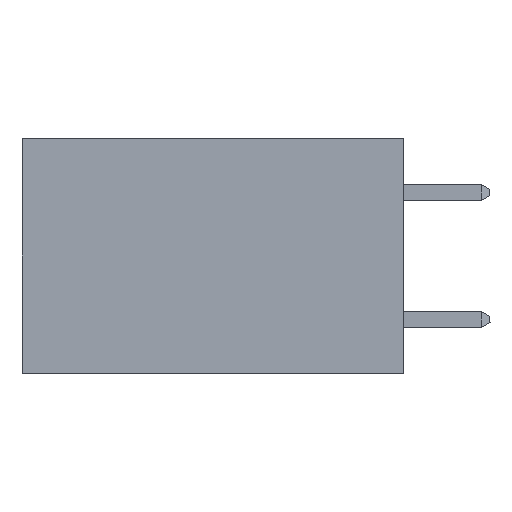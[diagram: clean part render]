
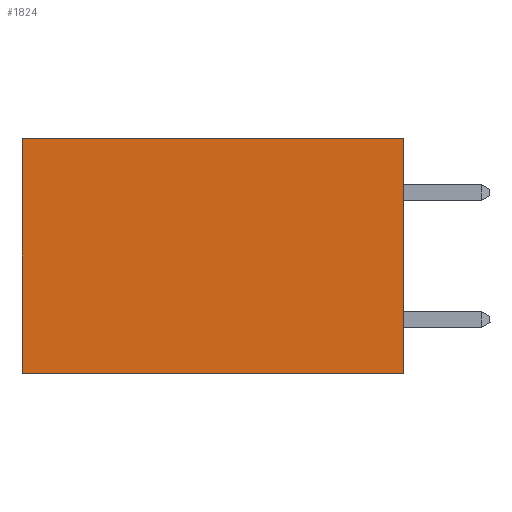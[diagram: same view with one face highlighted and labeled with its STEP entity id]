
A CAD part, left-side view. The second image highlights one B-rep face of the part: STEP entity #1824.
In plain terms, the highlighted planar face has unit normal (-1, 0, 0).
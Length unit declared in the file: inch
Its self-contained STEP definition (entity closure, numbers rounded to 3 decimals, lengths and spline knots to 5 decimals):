
#117 = EDGE_LOOP ( 'NONE', ( #7979, #5707, #6646, #1490 ) ) ;
#159 = CARTESIAN_POINT ( 'NONE',  ( 0.2875, 0.6, 0. ) ) ;
#431 = VECTOR ( 'NONE', #4398, 39.37008 ) ;
#509 = VERTEX_POINT ( 'NONE', #159 ) ;
#1036 = VECTOR ( 'NONE', #4280, 39.37008 ) ;
#1165 = PLANE ( 'NONE',  #7780 ) ;
#1221 = CARTESIAN_POINT ( 'NONE',  ( 0.2875, 0., 0. ) ) ;
#1343 = LINE ( 'NONE', #4162, #2376 ) ;
#1490 = ORIENTED_EDGE ( 'NONE', *, *, #7805, .T. ) ;
#1824 = ADVANCED_FACE ( 'NONE', ( #2240 ), #1165, .F. ) ;
#1928 = DIRECTION ( 'NONE',  ( 1., 0., 0. ) ) ;
#2240 = FACE_OUTER_BOUND ( 'NONE', #117, .T. ) ;
#2376 = VECTOR ( 'NONE', #4830, 39.37008 ) ;
#2828 = LINE ( 'NONE', #3004, #1036 ) ;
#2951 = CARTESIAN_POINT ( 'NONE',  ( 0.2875, 0., 0. ) ) ;
#3004 = CARTESIAN_POINT ( 'NONE',  ( 0.2875, 0., -0.37 ) ) ;
#3463 = LINE ( 'NONE', #2951, #431 ) ;
#4162 = CARTESIAN_POINT ( 'NONE',  ( 0.2875, 0., 0. ) ) ;
#4280 = DIRECTION ( 'NONE',  ( 0., 1., 0. ) ) ;
#4398 = DIRECTION ( 'NONE',  ( 0., 1., 0. ) ) ;
#4441 = DIRECTION ( 'NONE',  ( 0., 0., -1. ) ) ;
#4611 = VERTEX_POINT ( 'NONE', #4958 ) ;
#4830 = DIRECTION ( 'NONE',  ( 0., 0., -1. ) ) ;
#4958 = CARTESIAN_POINT ( 'NONE',  ( 0.2875, 0., 0. ) ) ;
#5187 = DIRECTION ( 'NONE',  ( 0., 0., -1. ) ) ;
#5616 = VECTOR ( 'NONE', #4441, 39.37008 ) ;
#5707 = ORIENTED_EDGE ( 'NONE', *, *, #7753, .F. ) ;
#5799 = EDGE_CURVE ( 'NONE', #509, #5913, #8327, .T. ) ;
#5913 = VERTEX_POINT ( 'NONE', #8361 ) ;
#6646 = ORIENTED_EDGE ( 'NONE', *, *, #7706, .F. ) ;
#7094 = CARTESIAN_POINT ( 'NONE',  ( 0.2875, 0.6, 0. ) ) ;
#7706 = EDGE_CURVE ( 'NONE', #4611, #7962, #1343, .T. ) ;
#7753 = EDGE_CURVE ( 'NONE', #7962, #5913, #2828, .T. ) ;
#7780 = AXIS2_PLACEMENT_3D ( 'NONE', #1221, #1928, #5187 ) ;
#7805 = EDGE_CURVE ( 'NONE', #4611, #509, #3463, .T. ) ;
#7837 = CARTESIAN_POINT ( 'NONE',  ( 0.2875, 0., -0.37 ) ) ;
#7962 = VERTEX_POINT ( 'NONE', #7837 ) ;
#7979 = ORIENTED_EDGE ( 'NONE', *, *, #5799, .T. ) ;
#8327 = LINE ( 'NONE', #7094, #5616 ) ;
#8361 = CARTESIAN_POINT ( 'NONE',  ( 0.2875, 0.6, -0.37 ) ) ;
